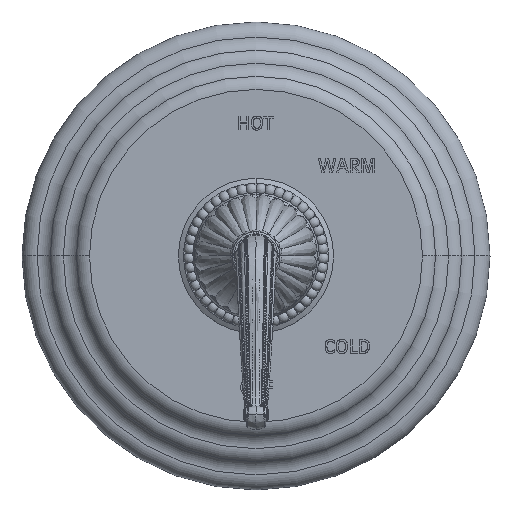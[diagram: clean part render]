
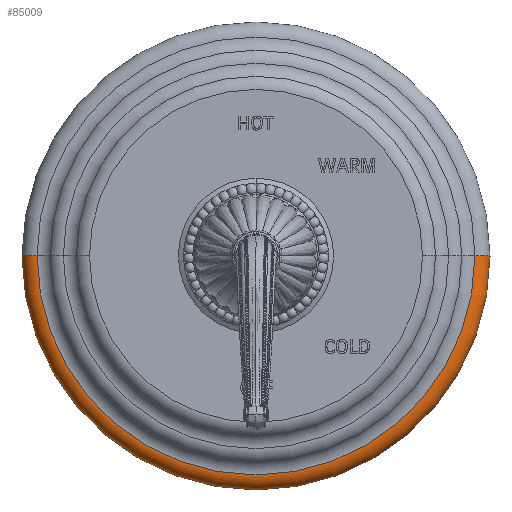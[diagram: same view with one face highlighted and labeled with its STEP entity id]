
A CAD part, top view. The second image highlights one B-rep face of the part: STEP entity #85009.
In plain terms, the highlighted toroidal (fillet/blend) face has major radius 92.075 mm and minor radius 6.35 mm.
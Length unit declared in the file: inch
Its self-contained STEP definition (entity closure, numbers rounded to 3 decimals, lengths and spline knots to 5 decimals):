
#2=CARTESIAN_POINT('',(0.,0.,0.));
#3=DIRECTION('',(0.,0.,-1.));
#4=DIRECTION('',(1.,0.,0.));
#5=AXIS2_PLACEMENT_3D('',#2,#3,#4);
#12=CARTESIAN_POINT('',(3.625,0.,0.));
#13=DIRECTION('',(0.,-1.,0.));
#14=DIRECTION('',(1.,0.,0.));
#15=AXIS2_PLACEMENT_3D('',#12,#13,#14);
#17=CARTESIAN_POINT('',(-3.625,0.,0.));
#18=DIRECTION('',(0.,1.,0.));
#19=DIRECTION('',(-1.,0.,0.));
#20=AXIS2_PLACEMENT_3D('',#17,#18,#19);
#37=CARTESIAN_POINT('',(0.,0.,0.25));
#38=DIRECTION('',(0.,0.,-1.));
#39=DIRECTION('',(1.,0.,0.));
#40=AXIS2_PLACEMENT_3D('',#37,#38,#39);
#77704=CARTESIAN_POINT('',(3.625,0.,0.25));
#77706=VERTEX_POINT('',#77704);
#77714=CARTESIAN_POINT('',(-3.625,0.,0.25));
#77716=VERTEX_POINT('',#77714);
#78288=CARTESIAN_POINT('',(3.875,0.,0.));
#78289=CARTESIAN_POINT('',(-3.875,0.,0.));
#78290=VERTEX_POINT('',#78288);
#78291=VERTEX_POINT('',#78289);
#84994=CARTESIAN_POINT('',(0.,0.,0.));
#84995=DIRECTION('',(0.,0.,-1.));
#84996=DIRECTION('',(-1.,0.,0.));
#84997=AXIS2_PLACEMENT_3D('',#84994,#84995,#84996);
#84998=TOROIDAL_SURFACE('',#84997,3.625,0.25);
#85000=ORIENTED_EDGE('',*,*,#84999,.T.);
#85002=ORIENTED_EDGE('',*,*,#85001,.T.);
#85004=ORIENTED_EDGE('',*,*,#85003,.F.);
#85006=ORIENTED_EDGE('',*,*,#85005,.F.);
#85007=EDGE_LOOP('',(#85000,#85002,#85004,#85006));
#85008=FACE_OUTER_BOUND('',#85007,.F.);
#85009=ADVANCED_FACE('',(#85008),#84998,.T.);
#6=CIRCLE('',#5,3.875);
#16=CIRCLE('',#15,0.25);
#21=CIRCLE('',#20,0.25);
#41=CIRCLE('',#40,3.625);
#84999=EDGE_CURVE('',#78290,#78291,#6,.T.);
#85001=EDGE_CURVE('',#78291,#77716,#21,.T.);
#85003=EDGE_CURVE('',#77706,#77716,#41,.T.);
#85005=EDGE_CURVE('',#78290,#77706,#16,.T.);
